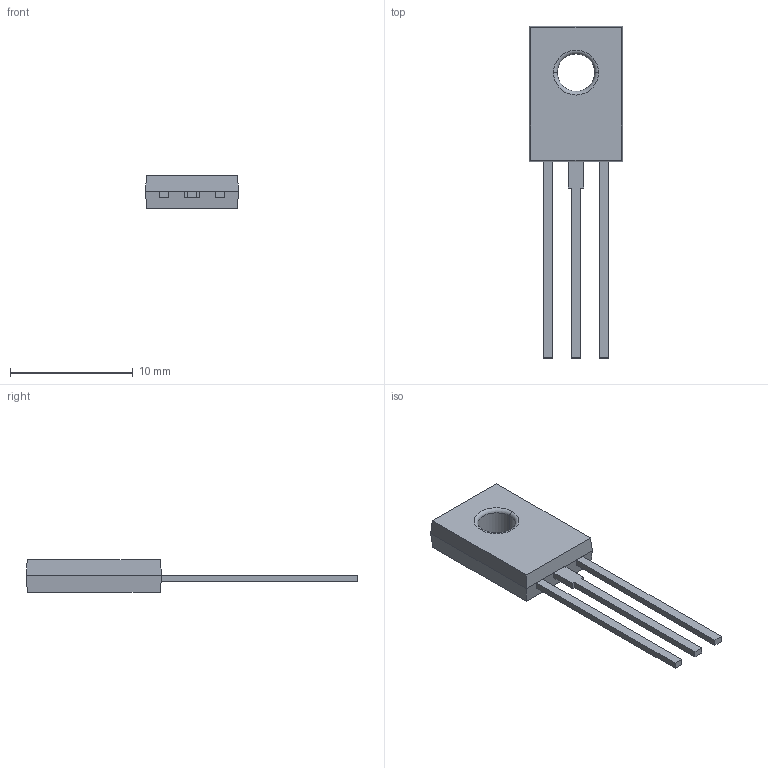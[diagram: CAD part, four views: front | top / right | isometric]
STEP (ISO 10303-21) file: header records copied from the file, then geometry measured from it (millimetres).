
FILE_DESCRIPTION (( 'STEP AP214' ), '1' );
FILE_NAME ('BD139.STEP', '2020-04-15T17:10:38', ( '' ), ( '' ), 'SwSTEP 2.0', 'SolidWorks 2017', '' );
FILE_SCHEMA (( 'AUTOMOTIVE_DESIGN' ));
Length unit declared in the file: millimetre
Products named in the file (1): BD139
Bounding box: 7.6 x 27.05 x 2.65 mm (x, y, z)
Volume: 216.3 mm3; surface area: 392.8 mm2
Topology: 4 solids, 4 shells, 38 faces, 82 edges, 52 vertices
Faces by surface type: plane 32, torus 4, cylinder 2
Entity records: 1079 total; most frequent: CARTESIAN_POINT 173, DIRECTION 172, ORIENTED_EDGE 164, EDGE_CURVE 82, LINE 70, VECTOR 70, VERTEX_POINT 52, AXIS2_PLACEMENT_3D 51
